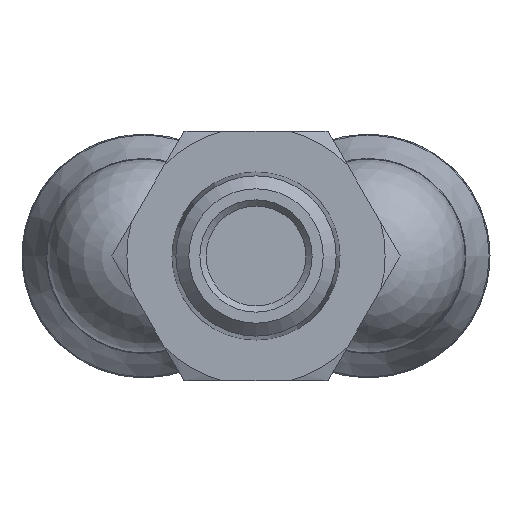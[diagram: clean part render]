
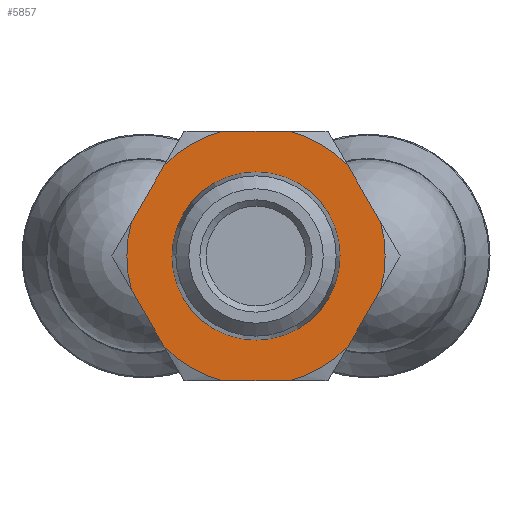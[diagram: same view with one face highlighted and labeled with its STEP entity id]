
A CAD part, front view. The second image highlights one B-rep face of the part: STEP entity #5857.
In plain terms, the highlighted face is planar.
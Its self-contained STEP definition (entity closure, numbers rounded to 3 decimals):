
#5520=CARTESIAN_POINT('',(-22.3,-9.989,2.699));
#5521=VERTEX_POINT('',#5520);
#5537=CARTESIAN_POINT('',(-22.3,-9.989,-2.699));
#5538=VERTEX_POINT('',#5537);
#5539=CARTESIAN_POINT('',(-22.3,0.,0.0));
#5540=DIRECTION('',(-1.0,0.0,0.0));
#5541=DIRECTION('',(0.0,1.0,0.0));
#5542=AXIS2_PLACEMENT_3D('',#5539,#5540,#5541);
#5543=CIRCLE('',#5542,10.347);
#5544=EDGE_CURVE('',#5538,#5521,#5543,.T.);
#5569=CARTESIAN_POINT('',(-22.3,-7.332,7.301));
#5570=VERTEX_POINT('',#5569);
#5584=CARTESIAN_POINT('',(-22.3,-2.657,10.));
#5585=VERTEX_POINT('',#5584);
#5599=CARTESIAN_POINT('',(-22.3,0.,0.0));
#5600=DIRECTION('',(-1.0,0.0,0.0));
#5601=DIRECTION('',(0.0,1.0,0.0));
#5602=AXIS2_PLACEMENT_3D('',#5599,#5600,#5601);
#5603=CIRCLE('',#5602,10.347);
#5604=EDGE_CURVE('',#5570,#5585,#5603,.T.);
#5616=CARTESIAN_POINT('',(-22.3,2.657,10.));
#5617=VERTEX_POINT('',#5616);
#5631=CARTESIAN_POINT('',(-22.3,7.332,7.301));
#5632=VERTEX_POINT('',#5631);
#5646=CARTESIAN_POINT('',(-22.3,0.,0.0));
#5647=DIRECTION('',(-1.0,0.0,0.0));
#5648=DIRECTION('',(0.0,1.0,0.0));
#5649=AXIS2_PLACEMENT_3D('',#5646,#5647,#5648);
#5650=CIRCLE('',#5649,10.347);
#5651=EDGE_CURVE('',#5617,#5632,#5650,.T.);
#5661=CARTESIAN_POINT('',(-22.3,-7.332,-7.301));
#5662=VERTEX_POINT('',#5661);
#5678=CARTESIAN_POINT('',(-22.3,-2.657,-10.));
#5679=VERTEX_POINT('',#5678);
#5680=CARTESIAN_POINT('',(-22.3,0.,0.0));
#5681=DIRECTION('',(-1.0,0.0,0.0));
#5682=DIRECTION('',(0.0,1.0,0.0));
#5683=AXIS2_PLACEMENT_3D('',#5680,#5681,#5682);
#5684=CIRCLE('',#5683,10.347);
#5685=EDGE_CURVE('',#5679,#5662,#5684,.T.);
#5708=CARTESIAN_POINT('',(-22.3,2.657,-10.));
#5709=VERTEX_POINT('',#5708);
#5725=CARTESIAN_POINT('',(-22.3,7.332,-7.301));
#5726=VERTEX_POINT('',#5725);
#5727=CARTESIAN_POINT('',(-22.3,0.,0.0));
#5728=DIRECTION('',(-1.0,0.0,0.0));
#5729=DIRECTION('',(0.0,1.0,0.0));
#5730=AXIS2_PLACEMENT_3D('',#5727,#5728,#5729);
#5731=CIRCLE('',#5730,10.347);
#5732=EDGE_CURVE('',#5726,#5709,#5731,.T.);
#5757=CARTESIAN_POINT('',(-22.3,9.989,2.699));
#5758=VERTEX_POINT('',#5757);
#5772=CARTESIAN_POINT('',(-22.3,9.989,-2.699));
#5773=VERTEX_POINT('',#5772);
#5787=CARTESIAN_POINT('',(-22.3,0.,0.0));
#5788=DIRECTION('',(-1.0,0.0,0.0));
#5789=DIRECTION('',(0.0,1.0,0.0));
#5790=AXIS2_PLACEMENT_3D('',#5787,#5788,#5789);
#5791=CIRCLE('',#5790,10.347);
#5792=EDGE_CURVE('',#5758,#5773,#5791,.T.);
#5797=CARTESIAN_POINT('',(-22.3,8.367,0.0));
#5798=DIRECTION('',(-1.0,0.0,0.0));
#5799=DIRECTION('',(0.0,0.0,1.0));
#5800=AXIS2_PLACEMENT_3D('',#5797,#5798,#5799);
#5801=PLANE('',#5800);
#5802=ORIENTED_EDGE('',*,*,#5792,.T.);
#5803=CARTESIAN_POINT('',(-22.3,7.332,-7.301));
#5804=DIRECTION('',(0.0,0.5,0.866));
#5805=VECTOR('',#5804,5.314);
#5806=LINE('',#5803,#5805);
#5807=EDGE_CURVE('',#5726,#5773,#5806,.T.);
#5808=ORIENTED_EDGE('',*,*,#5807,.F.);
#5809=ORIENTED_EDGE('',*,*,#5732,.T.);
#5810=CARTESIAN_POINT('',(-22.3,-2.657,-10.));
#5811=DIRECTION('',(0.0,1.0,0.0));
#5812=VECTOR('',#5811,5.314);
#5813=LINE('',#5810,#5812);
#5814=EDGE_CURVE('',#5679,#5709,#5813,.T.);
#5815=ORIENTED_EDGE('',*,*,#5814,.F.);
#5816=ORIENTED_EDGE('',*,*,#5685,.T.);
#5817=CARTESIAN_POINT('',(-22.3,-9.989,-2.699));
#5818=DIRECTION('',(0.0,0.5,-0.866));
#5819=VECTOR('',#5818,5.314);
#5820=LINE('',#5817,#5819);
#5821=EDGE_CURVE('',#5538,#5662,#5820,.T.);
#5822=ORIENTED_EDGE('',*,*,#5821,.F.);
#5823=ORIENTED_EDGE('',*,*,#5544,.T.);
#5824=CARTESIAN_POINT('',(-22.3,-7.332,7.301));
#5825=DIRECTION('',(0.0,-0.5,-0.866));
#5826=VECTOR('',#5825,5.314);
#5827=LINE('',#5824,#5826);
#5828=EDGE_CURVE('',#5570,#5521,#5827,.T.);
#5829=ORIENTED_EDGE('',*,*,#5828,.F.);
#5830=ORIENTED_EDGE('',*,*,#5604,.T.);
#5831=CARTESIAN_POINT('',(-22.3,2.657,10.));
#5832=DIRECTION('',(0.0,-1.0,0.0));
#5833=VECTOR('',#5832,5.314);
#5834=LINE('',#5831,#5833);
#5835=EDGE_CURVE('',#5617,#5585,#5834,.T.);
#5836=ORIENTED_EDGE('',*,*,#5835,.F.);
#5837=ORIENTED_EDGE('',*,*,#5651,.T.);
#5838=CARTESIAN_POINT('',(-22.3,9.989,2.699));
#5839=DIRECTION('',(0.0,-0.5,0.866));
#5840=VECTOR('',#5839,5.314);
#5841=LINE('',#5838,#5840);
#5842=EDGE_CURVE('',#5758,#5632,#5841,.T.);
#5843=ORIENTED_EDGE('',*,*,#5842,.F.);
#5844=EDGE_LOOP('',(#5802,#5808,#5809,#5815,#5816,#5822,#5823,#5829,#5830,#5836,#5837,#5843));
#5845=FACE_OUTER_BOUND('',#5844,.T.);
#5846=CARTESIAN_POINT('',(-22.3,6.734,0.0));
#5847=VERTEX_POINT('',#5846);
#5848=CARTESIAN_POINT('',(-22.3,0.,0.0));
#5849=DIRECTION('',(1.0,0.0,0.0));
#5850=DIRECTION('',(0.0,1.0,0.0));
#5851=AXIS2_PLACEMENT_3D('',#5848,#5849,#5850);
#5852=CIRCLE('',#5851,6.735);
#5853=EDGE_CURVE('',#5847,#5847,#5852,.T.);
#5854=ORIENTED_EDGE('',*,*,#5853,.T.);
#5855=EDGE_LOOP('',(#5854));
#5856=FACE_BOUND('',#5855,.T.);
#5857=ADVANCED_FACE('',(#5845,#5856),#5801,.T.);
